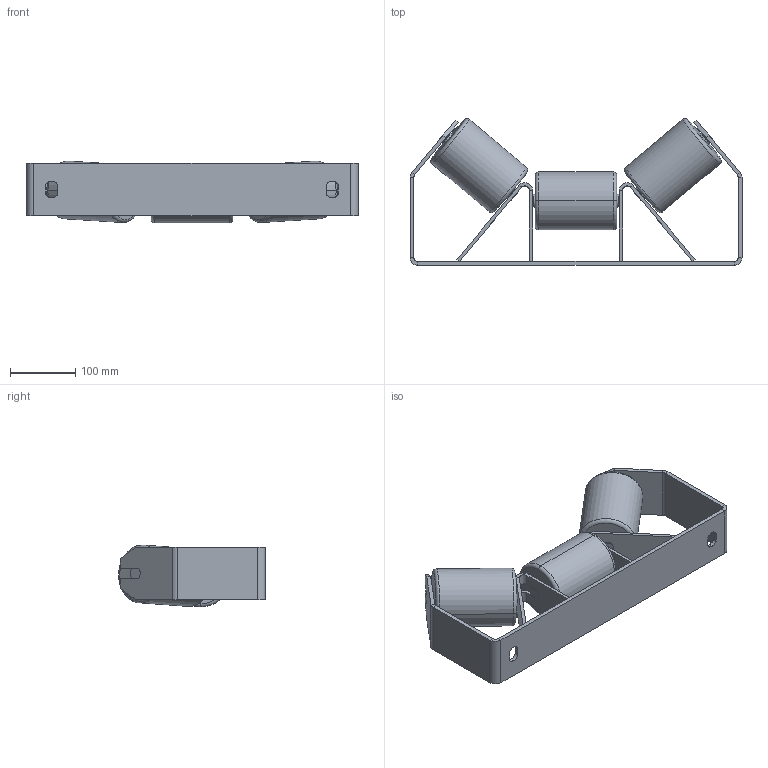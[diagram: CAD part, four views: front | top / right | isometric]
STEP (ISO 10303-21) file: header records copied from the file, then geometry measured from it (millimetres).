
FILE_DESCRIPTION (( 'STEP AP214' ), '1' );
FILE_NAME ('Support SNLM 53300 E100 6 B350 40° avec pincement .step', '2020-02-24T00:38:13', ( '' ), ( '' ), 'SwSTEP 2.0', 'SolidWorks 2019', '' );
FILE_SCHEMA (( 'AUTOMOTIVE_DESIGN' ));
Length unit declared in the file: millimetre
Products named in the file (1): Support SNLM 53300 E100 6 B350 40° avec pincement 
Bounding box: 510 x 225.48 x 95.21 mm (x, y, z)
Volume: 1173815.7 mm3; surface area: 509702.9 mm2
Topology: 6 solids, 9 shells, 281 faces, 690 edges, 440 vertices
Faces by surface type: plane 189, cylinder 63, bspline 17, torus 12
Entity records: 8401 total; most frequent: CARTESIAN_POINT 1633, ORIENTED_EDGE 1380, DIRECTION 1360, EDGE_CURVE 690, VECTOR 482, LINE 482, VERTEX_POINT 440, AXIS2_PLACEMENT_3D 439
